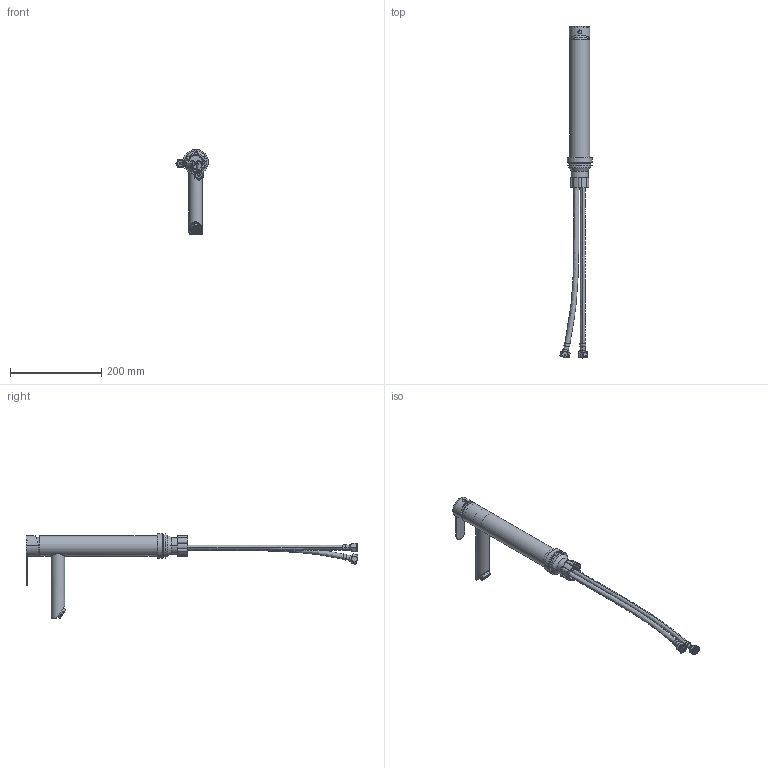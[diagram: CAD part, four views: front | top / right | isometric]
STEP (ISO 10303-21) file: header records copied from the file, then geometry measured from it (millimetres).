
FILE_DESCRIPTION(/* description */ (''),/* implementation_level */ '2;1');
FILE_NAME(/* name */ 'BLU_F20K.stp',/* time_stamp */ '2022-07-04T14:22:45+08:00',/* author */ (''),/* organization */ (''),/* preprocessor_version */ 'ST-DEVELOPER v16',/* originating_system */ 'SIEMENS PLM Software NX 10.0',/* authorisation */ '');
FILE_SCHEMA (('AP203_CONFIGURATION_CONTROLLED_3D_DESIGN_OF_MECHANICAL_PARTS_AND_ASSEMBLIES_MIM_LF { 1 0 10303 403 2 1 2}'));
Length unit declared in the file: millimetre
Products named in the file (1): Admi776CD82Ffmjp
Bounding box: 71.29 x 729.01 x 187.03 mm (x, y, z)
Volume: 281985.8 mm3; surface area: 257908.3 mm2
Topology: 20 solids, 20 shells, 1787 faces, 4220 edges, 2694 vertices
Faces by surface type: cylinder 805, plane 630, extrusion 108, bspline 107, torus 61, cone 46, revolution 27, sphere 3
Full cylindrical faces by diameter (mm): 3.2 x1, 4.699 x2, 5.3 x2, 6 x4, 6.3 x1, 6.8 x1, 8 x3, 9 x2, 10 x2, 11.5 x2, 15 x1, 20 x1, 20.5 x1, 23 x1, 23.4 x1, 24.5 x1, 26.8 x1, 27 x1, 28.5 x1, 30 x1, 30.5 x1, 31 x1, 32 x40, 33 x2, 35 x2, 35.8 x1, 36 x2, 41.4 x1, 41.5 x2, 42.4 x1
Entity records: 89703 total; most frequent: CARTESIAN_POINT 51421, ORIENTED_EDGE 7972, DIRECTION 7401, EDGE_CURVE 3986, AXIS2_PLACEMENT_3D 2770, VERTEX_POINT 2591, EDGE_LOOP 2121, VECTOR 1834
